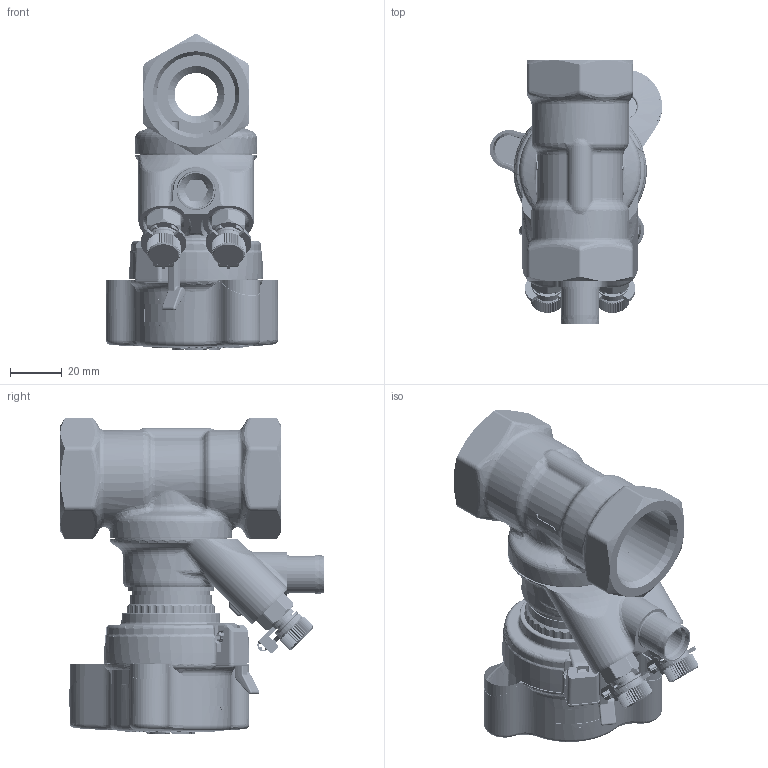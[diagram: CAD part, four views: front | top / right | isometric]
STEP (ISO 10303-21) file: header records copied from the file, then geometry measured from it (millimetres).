
FILE_DESCRIPTION((''),'2;1');
FILE_NAME('BLISTER_003Z4003_ASM','2015-05-13T',('u317927'),('Danfoss'),'PRO/ENGINEER BY PARAMETRIC TECHNOLOGY CORPORATION, 2014000','PRO/ENGINEER BY PARAMETRIC TECHNOLOGY CORPORATION, 2014000','');
FILE_SCHEMA(('CONFIG_CONTROL_DESIGN'));
Length unit declared in the file: millimetre
Products named in the file (94): 003Z4900_SIMPLE_ASM_NEXT_-25748; 003Z4900_SIMPLE_ASM_NEXT_-25753; 003Z4900_SIMPLE_ASM_NEXT_-25758; 003Z4900_SIMPLE_ASM_NEXT_-25763; 003Z4900_SIMPLE_ASM_NEXT_-25768; 003Z4900_SIMPLE_ASM_NEXT_-25773; 003Z4900_SIMPLE_ASM_NEXT_-25778; 003Z4900_SIMPLE_ASM_NEXT_-25783; 003Z4900_SIMPLE_ASM_NEXT_-25788; 003Z4900_SIMPLE_ASM_NEXT_-25793; 003Z4900_SIMPLE_ASM_NEXT_-25798; 003Z4900_SIMPLE_ASM_NEXT_-25803; 003Z4900_SIMPLE_ASM_NEXT_-25808; 003Z4900_SIMPLE_ASM_NEXT_-25813; 003Z4900_SIMPLE_ASM_NEXT_-25818; 003Z4900_SIMPLE_ASM_NEXT_-25823; 003Z4900_SIMPLE_ASM_NEXT_-25828; 003Z4900_SIMPLE_ASM_NEXT_-25833; 003Z4900_SIMPLE_ASM_NEXT_-25838; 003Z4900_SIMPLE_ASM_NEXT_-25843; 003Z4900_SIMPLE_ASM_NEXT_-25848; 003Z4900_SIMPLE_ASM_NEXT_-25853; 003Z4900_SIMPLE_ASM_NEXT_-25858; 003Z4900_SIMPLE_ASM_NEXT_-25863; 003Z4900_SIMPLE_ASM_NEXT_-25868; 003Z4900_SIMPLE_ASM_NEXT_-25873; 003Z4900_SIMPLE_ASM_NEXT_-25878; 003Z4900_SIMPLE_ASM_NEXT_-25883; 003Z4900_SIMPLE_ASM_NEXT_-25888; 003Z4900_SIMPLE_ASM_NEXT_-25893; 003Z4900_SIMPLE_ASM_NEXT_-25898; 003Z4900_SIMPLE_ASM_NEXT_-25903; 003Z4900_SIMPLE_ASM_NEXT_-25908; 003Z4900_SIMPLE_ASM_NEXT_-25913; 003Z4900_SIMPLE_ASM_NEXT_-25918; 003Z4900_SIMPLE_ASM_NEXT_-25923; 003Z4900_SIMPLE_ASM_NEXT_-25928; 003Z4900_SIMPLE_ASM_NEXT_-25933; 003Z4900_SIMPLE_ASM_NEXT_-25938; 003Z4900_SIMPLE_ASM_NEXT_-25943 ...
Assembly tree (93 placements, depth 2):
  BLISTER_003Z4003_ASM
    003Z4900_SIMPLE_ASM_NEXT_-25748
    003Z4900_SIMPLE_ASM_NEXT_-25753
    003Z4900_SIMPLE_ASM_NEXT_-25758
    003Z4900_SIMPLE_ASM_NEXT_-25763
    003Z4900_SIMPLE_ASM_NEXT_-25768
    003Z4900_SIMPLE_ASM_NEXT_-25773
    003Z4900_SIMPLE_ASM_NEXT_-25778
    003Z4900_SIMPLE_ASM_NEXT_-25783
    003Z4900_SIMPLE_ASM_NEXT_-25788
    003Z4900_SIMPLE_ASM_NEXT_-25793
    003Z4900_SIMPLE_ASM_NEXT_-25798
    003Z4900_SIMPLE_ASM_NEXT_-25803
    003Z4900_SIMPLE_ASM_NEXT_-25808
    003Z4900_SIMPLE_ASM_NEXT_-25813
    003Z4900_SIMPLE_ASM_NEXT_-25818
    003Z4900_SIMPLE_ASM_NEXT_-25823
    003Z4900_SIMPLE_ASM_NEXT_-25828
    003Z4900_SIMPLE_ASM_NEXT_-25833
    003Z4900_SIMPLE_ASM_NEXT_-25838
    003Z4900_SIMPLE_ASM_NEXT_-25843
    003Z4900_SIMPLE_ASM_NEXT_-25848
    003Z4900_SIMPLE_ASM_NEXT_-25853
    003Z4900_SIMPLE_ASM_NEXT_-25858
    003Z4900_SIMPLE_ASM_NEXT_-25863
    003Z4900_SIMPLE_ASM_NEXT_-25868
    003Z4900_SIMPLE_ASM_NEXT_-25873
    003Z4900_SIMPLE_ASM_NEXT_-25878
    003Z4900_SIMPLE_ASM_NEXT_-25883
    003Z4900_SIMPLE_ASM_NEXT_-25888
    003Z4900_SIMPLE_ASM_NEXT_-25893
    003Z4900_SIMPLE_ASM_NEXT_-25898
    003Z4900_SIMPLE_ASM_NEXT_-25903
    003Z4900_SIMPLE_ASM_NEXT_-25908
    003Z4900_SIMPLE_ASM_NEXT_-25913
    003Z4900_SIMPLE_ASM_NEXT_-25918
    003Z4900_SIMPLE_ASM_NEXT_-25923
    003Z4900_SIMPLE_ASM_NEXT_-25928
    003Z4900_SIMPLE_ASM_NEXT_-25933
    003Z4900_SIMPLE_ASM_NEXT_-25938
    003Z4900_SIMPLE_ASM_NEXT_-25943
    003Z4900_SIMPLE_ASM_NEXT_-25948
    003Z4900_SIMPLE_ASM_NEXT_-25953
    003Z4900_SIMPLE_ASM_NEXT_-25958
    003Z4900_SIMPLE_ASM_NEXT_-25963
    003Z4900_SIMPLE_ASM_NEXT_-25968
    003Z4900_SIMPLE_ASM_NEXT_-25973
    003Z4900_SIMPLE_ASM_NEXT_-25978
    003Z4900_SIMPLE_ASM_NEXT_-25983
    003Z4900_SIMPLE_ASM_NEXT_-25988
    003Z4900_SIMPLE_ASM_NEXT_-25993
    003Z4900_SIMPLE_ASM_NEXT_-25998
    003Z4900_SIMPLE_ASM_NEXT_-26003
    003Z4900_SIMPLE_ASM_NEXT_-26008
    003Z4900_SIMPLE_ASM_NEXT_-26013
    003Z4900_SIMPLE_ASM_NEXT_-26018
    003Z4900_SIMPLE_ASM_NEXT_-26023
    1
    2
    003Z4900_SIMPLE_ASM_NEXT_-26038
Bounding box: 66.36 x 101.3 x 121.68 mm (x, y, z)
Volume: 125930.4 mm3; surface area: 133451.8 mm2
Topology: 20 solids, 96 shells, 7223 faces, 19571 edges, 12488 vertices
Faces by surface type: plane 1848, cylinder 1659, cone 1225, extrusion 1092, torus 881, bspline 381, sphere 137
Entity records: 271742 total; most frequent: CARTESIAN_POINT 100430, ORIENTED_EDGE 38236, DIRECTION 30765, EDGE_CURVE 19418, VERTEX_POINT 12488, AXIS2_PLACEMENT_3D 11555, B_SPLINE_CURVE_WITH_KNOTS 8329, VECTOR 7655
